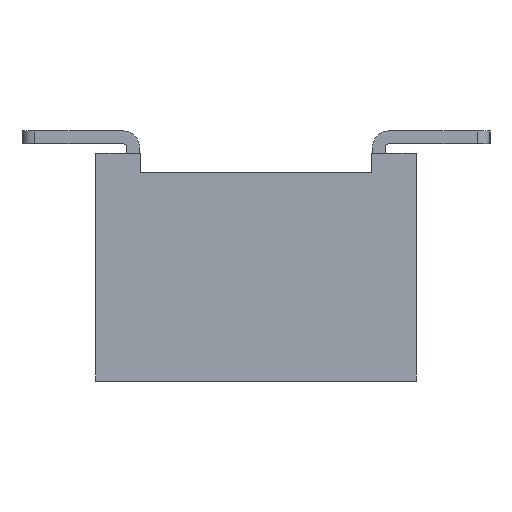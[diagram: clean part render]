
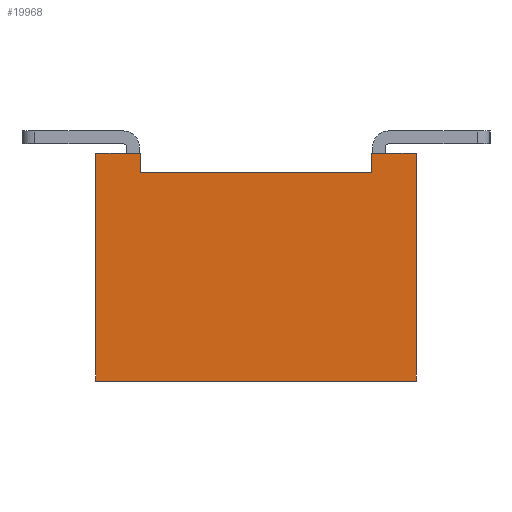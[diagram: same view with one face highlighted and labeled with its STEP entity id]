
A CAD part, left-side view. The second image highlights one B-rep face of the part: STEP entity #19968.
In plain terms, the highlighted planar face has unit normal (-1, 0, 0).
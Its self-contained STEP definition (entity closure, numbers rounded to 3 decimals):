
#63 = CARTESIAN_POINT ( 'NONE',  ( 22.66, 1.8, 3.55 ) ) ;
#758 = DIRECTION ( 'NONE',  ( 0., -1., 0. ) ) ;
#1371 = VECTOR ( 'NONE', #12986, 1000. ) ;
#1640 = VECTOR ( 'NONE', #9962, 1000. ) ;
#1753 = LINE ( 'NONE', #63, #12320 ) ;
#2051 = EDGE_CURVE ( 'NONE', #20493, #8349, #1753, .T. ) ;
#2060 = CARTESIAN_POINT ( 'NONE',  ( 22.66, 0., 3.55 ) ) ;
#2834 = CARTESIAN_POINT ( 'NONE',  ( 22.66, 2.5, 3.55 ) ) ;
#3058 = CARTESIAN_POINT ( 'NONE',  ( 22.66, -2.5, 0. ) ) ;
#3360 = EDGE_CURVE ( 'NONE', #13632, #14926, #4856, .T. ) ;
#3460 = EDGE_CURVE ( 'NONE', #12978, #20493, #7735, .T. ) ;
#3973 = CARTESIAN_POINT ( 'NONE',  ( 22.66, 0., 3.55 ) ) ;
#4148 = ORIENTED_EDGE ( 'NONE', *, *, #3460, .F. ) ;
#4154 = ORIENTED_EDGE ( 'NONE', *, *, #20147, .F. ) ;
#4408 = CARTESIAN_POINT ( 'NONE',  ( 22.66, 1.8, 3.25 ) ) ;
#4693 = CARTESIAN_POINT ( 'NONE',  ( 22.66, 2.5, 3.55 ) ) ;
#4856 = LINE ( 'NONE', #7176, #1371 ) ;
#4883 = EDGE_CURVE ( 'NONE', #8349, #22127, #20140, .T. ) ;
#5490 = VECTOR ( 'NONE', #20193, 1000. ) ;
#5547 = CARTESIAN_POINT ( 'NONE',  ( 22.66, -1.8, 3.55 ) ) ;
#5864 = PLANE ( 'NONE',  #18268 ) ;
#5886 = ORIENTED_EDGE ( 'NONE', *, *, #10031, .T. ) ;
#6110 = FACE_OUTER_BOUND ( 'NONE', #15160, .T. ) ;
#6582 = LINE ( 'NONE', #2060, #6780 ) ;
#6588 = CARTESIAN_POINT ( 'NONE',  ( 22.66, 12.477, 0. ) ) ;
#6728 = CARTESIAN_POINT ( 'NONE',  ( 22.66, 2.5, 0. ) ) ;
#6780 = VECTOR ( 'NONE', #21817, 1000. ) ;
#7176 = CARTESIAN_POINT ( 'NONE',  ( 22.66, -2.5, 3.55 ) ) ;
#7223 = ORIENTED_EDGE ( 'NONE', *, *, #7569, .F. ) ;
#7277 = VERTEX_POINT ( 'NONE', #6728 ) ;
#7569 = EDGE_CURVE ( 'NONE', #24987, #13632, #6582, .T. ) ;
#7735 = LINE ( 'NONE', #3973, #15798 ) ;
#8349 = VERTEX_POINT ( 'NONE', #4408 ) ;
#9962 = DIRECTION ( 'NONE',  ( 0., -1., 0. ) ) ;
#10031 = EDGE_CURVE ( 'NONE', #7277, #14926, #16137, .T. ) ;
#12300 = CARTESIAN_POINT ( 'NONE',  ( 22.66, -2.5, 3.55 ) ) ;
#12320 = VECTOR ( 'NONE', #23332, 1000. ) ;
#12978 = VERTEX_POINT ( 'NONE', #2834 ) ;
#12986 = DIRECTION ( 'NONE',  ( 0., 0., -1. ) ) ;
#13632 = VERTEX_POINT ( 'NONE', #12300 ) ;
#14047 = DIRECTION ( 'NONE',  ( 0., -1., 0. ) ) ;
#14297 = CARTESIAN_POINT ( 'NONE',  ( 22.66, 1.8, 3.55 ) ) ;
#14430 = VECTOR ( 'NONE', #758, 1000. ) ;
#14926 = VERTEX_POINT ( 'NONE', #3058 ) ;
#15160 = EDGE_LOOP ( 'NONE', ( #7223, #25290, #20625, #24200, #4148, #4154, #5886, #15758 ) ) ;
#15758 = ORIENTED_EDGE ( 'NONE', *, *, #3360, .F. ) ;
#15798 = VECTOR ( 'NONE', #14047, 1000. ) ;
#16137 = LINE ( 'NONE', #6588, #14430 ) ;
#16310 = LINE ( 'NONE', #4693, #5490 ) ;
#16382 = EDGE_CURVE ( 'NONE', #22127, #24987, #17422, .T. ) ;
#17422 = LINE ( 'NONE', #5547, #20934 ) ;
#17824 = CARTESIAN_POINT ( 'NONE',  ( 22.66, 1.8, 3.25 ) ) ;
#18268 = AXIS2_PLACEMENT_3D ( 'NONE', #23678, #23295, #25363 ) ;
#19968 = ADVANCED_FACE ( 'NONE', ( #6110 ), #5864, .F. ) ;
#20140 = LINE ( 'NONE', #17824, #1640 ) ;
#20147 = EDGE_CURVE ( 'NONE', #7277, #12978, #16310, .T. ) ;
#20193 = DIRECTION ( 'NONE',  ( 0., 0., 1. ) ) ;
#20493 = VERTEX_POINT ( 'NONE', #14297 ) ;
#20625 = ORIENTED_EDGE ( 'NONE', *, *, #4883, .F. ) ;
#20934 = VECTOR ( 'NONE', #23735, 1000. ) ;
#21817 = DIRECTION ( 'NONE',  ( 0., -1., 0. ) ) ;
#22127 = VERTEX_POINT ( 'NONE', #22200 ) ;
#22200 = CARTESIAN_POINT ( 'NONE',  ( 22.66, -1.8, 3.25 ) ) ;
#23132 = CARTESIAN_POINT ( 'NONE',  ( 22.66, -1.8, 3.55 ) ) ;
#23295 = DIRECTION ( 'NONE',  ( 1., 0., 0. ) ) ;
#23332 = DIRECTION ( 'NONE',  ( 0., 0., -1. ) ) ;
#23678 = CARTESIAN_POINT ( 'NONE',  ( 22.66, 12.477, 10. ) ) ;
#23735 = DIRECTION ( 'NONE',  ( 0., 0., 1. ) ) ;
#24200 = ORIENTED_EDGE ( 'NONE', *, *, #2051, .F. ) ;
#24987 = VERTEX_POINT ( 'NONE', #23132 ) ;
#25290 = ORIENTED_EDGE ( 'NONE', *, *, #16382, .F. ) ;
#25363 = DIRECTION ( 'NONE',  ( 0., 1., 0. ) ) ;
